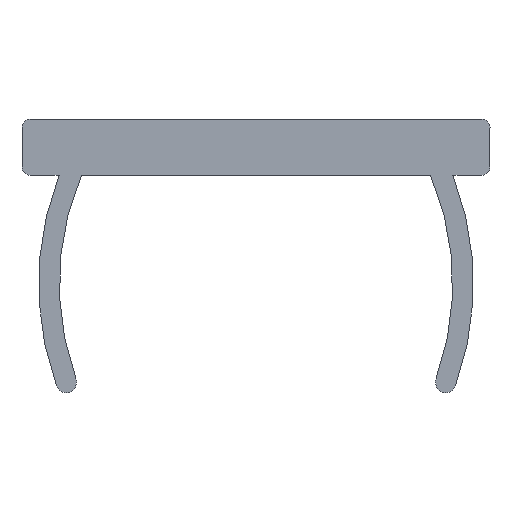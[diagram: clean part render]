
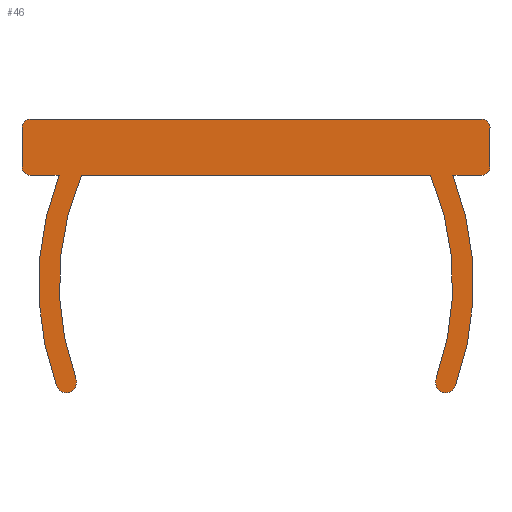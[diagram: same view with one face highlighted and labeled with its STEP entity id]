
A CAD part, front view. The second image highlights one B-rep face of the part: STEP entity #46.
In plain terms, the highlighted planar face has unit normal (0, -1, 0).
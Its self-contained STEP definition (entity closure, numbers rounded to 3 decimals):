
#46 = ADVANCED_FACE( '', ( #101 ), #102, .F. );
#101 = FACE_OUTER_BOUND( '', #162, .T. );
#102 = PLANE( '', #163 );
#162 = EDGE_LOOP( '', ( #227, #228, #229, #230, #231, #232, #233, #234, #235, #236, #237, #238, #239, #240, #241, #242 ) );
#163 = AXIS2_PLACEMENT_3D( '', #243, #244, #245 );
#227 = ORIENTED_EDGE( '', *, *, #389, .F. );
#228 = ORIENTED_EDGE( '', *, *, #384, .F. );
#229 = ORIENTED_EDGE( '', *, *, #390, .F. );
#230 = ORIENTED_EDGE( '', *, *, #391, .F. );
#231 = ORIENTED_EDGE( '', *, *, #392, .F. );
#232 = ORIENTED_EDGE( '', *, *, #393, .F. );
#233 = ORIENTED_EDGE( '', *, *, #394, .F. );
#234 = ORIENTED_EDGE( '', *, *, #395, .F. );
#235 = ORIENTED_EDGE( '', *, *, #396, .F. );
#236 = ORIENTED_EDGE( '', *, *, #397, .F. );
#237 = ORIENTED_EDGE( '', *, *, #398, .F. );
#238 = ORIENTED_EDGE( '', *, *, #399, .F. );
#239 = ORIENTED_EDGE( '', *, *, #400, .F. );
#240 = ORIENTED_EDGE( '', *, *, #379, .F. );
#241 = ORIENTED_EDGE( '', *, *, #401, .F. );
#242 = ORIENTED_EDGE( '', *, *, #402, .F. );
#243 = CARTESIAN_POINT( '', ( -5.45, 0., 3.1 ) );
#244 = DIRECTION( '', ( 0., 1., 0. ) );
#245 = DIRECTION( '', ( 0., 0., 1. ) );
#379 = EDGE_CURVE( '', #445, #446, #447, .T. );
#384 = EDGE_CURVE( '', #454, #455, #456, .T. );
#389 = EDGE_CURVE( '', #455, #463, #464, .T. );
#390 = EDGE_CURVE( '', #465, #454, #466, .T. );
#391 = EDGE_CURVE( '', #467, #465, #468, .T. );
#392 = EDGE_CURVE( '', #469, #467, #470, .T. );
#393 = EDGE_CURVE( '', #471, #469, #472, .T. );
#394 = EDGE_CURVE( '', #473, #471, #474, .T. );
#395 = EDGE_CURVE( '', #475, #473, #476, .T. );
#396 = EDGE_CURVE( '', #477, #475, #478, .T. );
#397 = EDGE_CURVE( '', #479, #477, #480, .T. );
#398 = EDGE_CURVE( '', #481, #479, #482, .T. );
#399 = EDGE_CURVE( '', #483, #481, #484, .T. );
#400 = EDGE_CURVE( '', #446, #483, #485, .T. );
#401 = EDGE_CURVE( '', #486, #445, #487, .T. );
#402 = EDGE_CURVE( '', #463, #486, #488, .T. );
#445 = VERTEX_POINT( '', #543 );
#446 = VERTEX_POINT( '', #544 );
#447 = LINE( '', #545, #546 );
#454 = VERTEX_POINT( '', #556 );
#455 = VERTEX_POINT( '', #557 );
#456 = LINE( '', #558, #559 );
#463 = VERTEX_POINT( '', #569 );
#464 = CIRCLE( '', #570, 0.2 );
#465 = VERTEX_POINT( '', #571 );
#466 = CIRCLE( '', #572, 0.2 );
#467 = VERTEX_POINT( '', #573 );
#468 = LINE( '', #574, #575 );
#469 = VERTEX_POINT( '', #576 );
#470 = CIRCLE( '', #577, 7.2 );
#471 = VERTEX_POINT( '', #578 );
#472 = CIRCLE( '', #579, 0.25 );
#473 = VERTEX_POINT( '', #580 );
#474 = CIRCLE( '', #581, 6.7 );
#475 = VERTEX_POINT( '', #582 );
#476 = LINE( '', #583, #584 );
#477 = VERTEX_POINT( '', #585 );
#478 = CIRCLE( '', #586, 6.7 );
#479 = VERTEX_POINT( '', #587 );
#480 = CIRCLE( '', #588, 0.25 );
#481 = VERTEX_POINT( '', #589 );
#482 = CIRCLE( '', #590, 7.2 );
#483 = VERTEX_POINT( '', #591 );
#484 = LINE( '', #592, #593 );
#485 = CIRCLE( '', #594, 0.2 );
#486 = VERTEX_POINT( '', #595 );
#487 = CIRCLE( '', #596, 0.2 );
#488 = LINE( '', #597, #598 );
#543 = CARTESIAN_POINT( '', ( 5.65, 0., 3.1 ) );
#544 = CARTESIAN_POINT( '', ( 5.65, 0., 2.15 ) );
#545 = CARTESIAN_POINT( '', ( 5.65, 0., 3.1 ) );
#546 = VECTOR( '', #668, 1000. );
#556 = CARTESIAN_POINT( '', ( -5.65, 0., 2.15 ) );
#557 = CARTESIAN_POINT( '', ( -5.65, 0., 3.1 ) );
#558 = CARTESIAN_POINT( '', ( -5.65, 0., 3.1 ) );
#559 = VECTOR( '', #672, 1000. );
#569 = CARTESIAN_POINT( '', ( -5.45, 0., 3.3 ) );
#570 = AXIS2_PLACEMENT_3D( '', #676, #677, #678 );
#571 = CARTESIAN_POINT( '', ( -5.45, 0., 1.95 ) );
#572 = AXIS2_PLACEMENT_3D( '', #679, #680, #681 );
#573 = CARTESIAN_POINT( '', ( -4.754, 0., 1.95 ) );
#574 = CARTESIAN_POINT( '', ( -5.45, 0., 1.95 ) );
#575 = VECTOR( '', #682, 1000. );
#576 = CARTESIAN_POINT( '', ( -4.817, 0., -3.135 ) );
#577 = AXIS2_PLACEMENT_3D( '', #683, #684, #685 );
#578 = CARTESIAN_POINT( '', ( -4.347, 0., -2.965 ) );
#579 = AXIS2_PLACEMENT_3D( '', #686, #687, #688 );
#580 = CARTESIAN_POINT( '', ( -4.214, 0., 1.95 ) );
#581 = AXIS2_PLACEMENT_3D( '', #689, #690, #691 );
#582 = CARTESIAN_POINT( '', ( 4.214, 0., 1.95 ) );
#583 = CARTESIAN_POINT( '', ( -4.214, 0., 1.95 ) );
#584 = VECTOR( '', #692, 1000. );
#585 = CARTESIAN_POINT( '', ( 4.347, 0., -2.965 ) );
#586 = AXIS2_PLACEMENT_3D( '', #693, #694, #695 );
#587 = CARTESIAN_POINT( '', ( 4.817, 0., -3.135 ) );
#588 = AXIS2_PLACEMENT_3D( '', #696, #697, #698 );
#589 = CARTESIAN_POINT( '', ( 4.754, 0., 1.95 ) );
#590 = AXIS2_PLACEMENT_3D( '', #699, #700, #701 );
#591 = CARTESIAN_POINT( '', ( 5.45, 0., 1.95 ) );
#592 = CARTESIAN_POINT( '', ( 4.754, 0., 1.95 ) );
#593 = VECTOR( '', #702, 1000. );
#594 = AXIS2_PLACEMENT_3D( '', #703, #704, #705 );
#595 = CARTESIAN_POINT( '', ( 5.45, 0., 3.3 ) );
#596 = AXIS2_PLACEMENT_3D( '', #706, #707, #708 );
#597 = CARTESIAN_POINT( '', ( -5.45, 0., 3.3 ) );
#598 = VECTOR( '', #709, 1000. );
#668 = DIRECTION( '', ( 0., 0., -1. ) );
#672 = DIRECTION( '', ( 0., 0., 1. ) );
#676 = CARTESIAN_POINT( '', ( -5.45, 0., 3.1 ) );
#677 = DIRECTION( '', ( 0., 1., 0. ) );
#678 = DIRECTION( '', ( 1., 0., 0. ) );
#679 = CARTESIAN_POINT( '', ( -5.45, 0., 2.15 ) );
#680 = DIRECTION( '', ( 0., 1., 0. ) );
#681 = DIRECTION( '', ( 1., 0., 0. ) );
#682 = DIRECTION( '', ( -1., 0., 0. ) );
#683 = CARTESIAN_POINT( '', ( 1.95, 0., -0.675 ) );
#684 = DIRECTION( '', ( 0., 1., 0. ) );
#685 = DIRECTION( '', ( 1., 0., 0. ) );
#686 = CARTESIAN_POINT( '', ( -4.582, 0., -3.05 ) );
#687 = DIRECTION( '', ( 0., 1., 0. ) );
#688 = DIRECTION( '', ( -1., 0., 0. ) );
#689 = CARTESIAN_POINT( '', ( 1.95, 0., -0.675 ) );
#690 = DIRECTION( '', ( 0., -1., 0. ) );
#691 = DIRECTION( '', ( 1., 0., 0. ) );
#692 = DIRECTION( '', ( -1., 0., 0. ) );
#693 = CARTESIAN_POINT( '', ( -1.95, 0., -0.675 ) );
#694 = DIRECTION( '', ( 0., -1., 0. ) );
#695 = DIRECTION( '', ( -1., 0., 0. ) );
#696 = CARTESIAN_POINT( '', ( 4.582, 0., -3.05 ) );
#697 = DIRECTION( '', ( 0., 1., 0. ) );
#698 = DIRECTION( '', ( 1., 0., 0. ) );
#699 = CARTESIAN_POINT( '', ( -1.95, 0., -0.675 ) );
#700 = DIRECTION( '', ( 0., 1., 0. ) );
#701 = DIRECTION( '', ( -1., 0., 0. ) );
#702 = DIRECTION( '', ( -1., 0., 0. ) );
#703 = CARTESIAN_POINT( '', ( 5.45, 0., 2.15 ) );
#704 = DIRECTION( '', ( 0., 1., 0. ) );
#705 = DIRECTION( '', ( -1., 0., 0. ) );
#706 = CARTESIAN_POINT( '', ( 5.45, 0., 3.1 ) );
#707 = DIRECTION( '', ( 0., 1., 0. ) );
#708 = DIRECTION( '', ( -1., 0., 0. ) );
#709 = DIRECTION( '', ( 1., 0., 0. ) );
